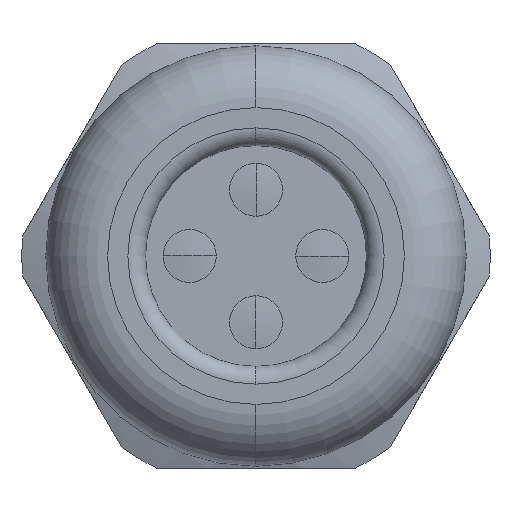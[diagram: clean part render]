
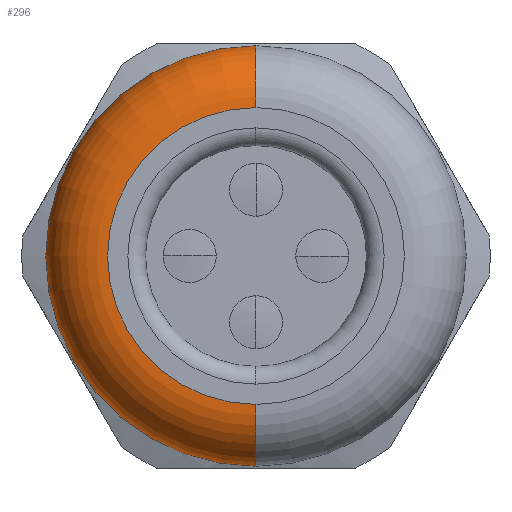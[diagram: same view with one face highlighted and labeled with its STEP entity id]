
A CAD part, left-side view. The second image highlights one B-rep face of the part: STEP entity #296.
In plain terms, the highlighted toroidal (fillet/blend) face has major radius 8.4 mm and minor radius 3.5 mm.
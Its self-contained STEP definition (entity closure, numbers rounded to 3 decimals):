
#213 = CARTESIAN_POINT ( 'NONE',  ( -14., 0., 0. ) ) ;
#241 = CIRCLE ( 'NONE', #2437, 3.5 ) ;
#296 = ADVANCED_FACE ( 'NONE', ( #2295 ), #1712, .T. ) ;
#332 = AXIS2_PLACEMENT_3D ( 'NONE', #2183, #2880, #1462 ) ;
#338 = VERTEX_POINT ( 'NONE', #3298 ) ;
#598 = CARTESIAN_POINT ( 'NONE',  ( -10.5, 0., 8.4 ) ) ;
#655 = CARTESIAN_POINT ( 'NONE',  ( -14., 0., 8.4 ) ) ;
#738 = EDGE_CURVE ( 'NONE', #2210, #3685, #241, .T. ) ;
#841 = EDGE_LOOP ( 'NONE', ( #1110, #2477, #1603, #1955 ) ) ;
#904 = AXIS2_PLACEMENT_3D ( 'NONE', #213, #2191, #1512 ) ;
#1110 = ORIENTED_EDGE ( 'NONE', *, *, #4019, .T. ) ;
#1168 = AXIS2_PLACEMENT_3D ( 'NONE', #1227, #1249, #3578 ) ;
#1227 = CARTESIAN_POINT ( 'NONE',  ( -10.5, 0., -8.4 ) ) ;
#1249 = DIRECTION ( 'NONE',  ( 0., -1., 0. ) ) ;
#1278 = EDGE_CURVE ( 'NONE', #338, #3685, #1663, .T. ) ;
#1462 = DIRECTION ( 'NONE',  ( 0., 0., -1. ) ) ;
#1512 = DIRECTION ( 'NONE',  ( 0., 0., -1. ) ) ;
#1579 = AXIS2_PLACEMENT_3D ( 'NONE', #2318, #1639, #1913 ) ;
#1603 = ORIENTED_EDGE ( 'NONE', *, *, #1278, .F. ) ;
#1639 = DIRECTION ( 'NONE',  ( 1., 0., 0. ) ) ;
#1663 = CIRCLE ( 'NONE', #332, 11.9 ) ;
#1712 = TOROIDAL_SURFACE ( 'NONE', #1579, 8.4, 3.5 ) ;
#1913 = DIRECTION ( 'NONE',  ( 0., 0., -1. ) ) ;
#1929 = DIRECTION ( 'NONE',  ( 0., 0., 1. ) ) ;
#1955 = ORIENTED_EDGE ( 'NONE', *, *, #3595, .F. ) ;
#2183 = CARTESIAN_POINT ( 'NONE',  ( -10.5, 0., 0. ) ) ;
#2191 = DIRECTION ( 'NONE',  ( 1., 0., 0. ) ) ;
#2210 = VERTEX_POINT ( 'NONE', #655 ) ;
#2295 = FACE_OUTER_BOUND ( 'NONE', #841, .T. ) ;
#2318 = CARTESIAN_POINT ( 'NONE',  ( -10.5, 0., 0. ) ) ;
#2437 = AXIS2_PLACEMENT_3D ( 'NONE', #598, #3931, #1929 ) ;
#2477 = ORIENTED_EDGE ( 'NONE', *, *, #738, .T. ) ;
#2532 = CIRCLE ( 'NONE', #1168, 3.5 ) ;
#2880 = DIRECTION ( 'NONE',  ( 1., 0., 0. ) ) ;
#2986 = CIRCLE ( 'NONE', #904, 8.4 ) ;
#3269 = VERTEX_POINT ( 'NONE', #3653 ) ;
#3298 = CARTESIAN_POINT ( 'NONE',  ( -10.5, 0., -11.9 ) ) ;
#3578 = DIRECTION ( 'NONE',  ( 0., 0., -1. ) ) ;
#3595 = EDGE_CURVE ( 'NONE', #3269, #338, #2532, .T. ) ;
#3647 = CARTESIAN_POINT ( 'NONE',  ( -10.5, 0., 11.9 ) ) ;
#3653 = CARTESIAN_POINT ( 'NONE',  ( -14., 0., -8.4 ) ) ;
#3685 = VERTEX_POINT ( 'NONE', #3647 ) ;
#3931 = DIRECTION ( 'NONE',  ( 0., 1., 0. ) ) ;
#4019 = EDGE_CURVE ( 'NONE', #3269, #2210, #2986, .T. ) ;
